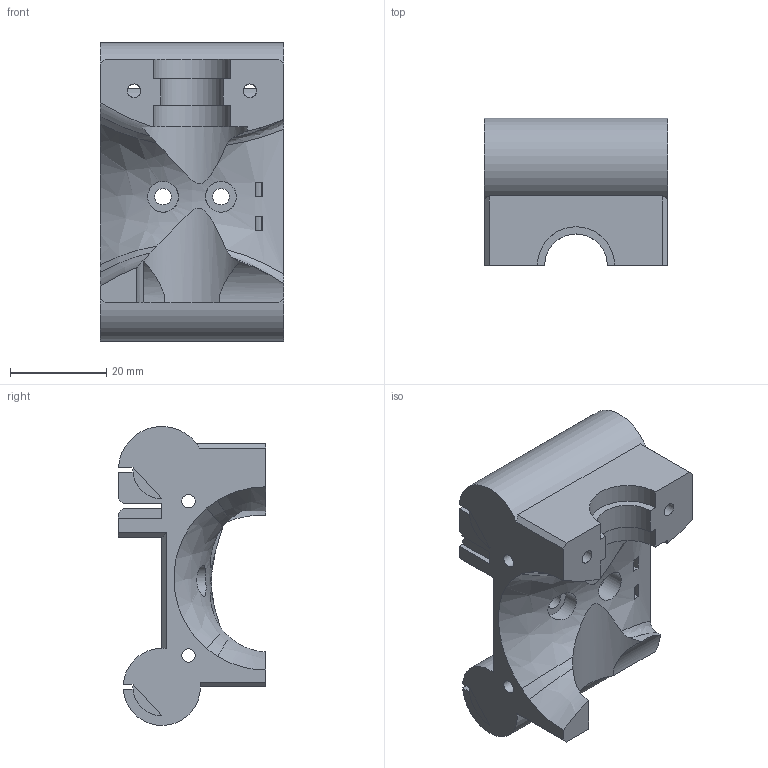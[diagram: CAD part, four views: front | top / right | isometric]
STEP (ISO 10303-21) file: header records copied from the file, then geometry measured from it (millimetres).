
FILE_DESCRIPTION(('FreeCAD Model'),'2;1');
FILE_NAME('Open CASCADE Shape Model','2023-01-14T16:02:06',('Author'),( ''),'Open CASCADE STEP processor 7.5','FreeCAD','Unknown');
FILE_SCHEMA(('AUTOMOTIVE_DESIGN { 1 0 10303 214 1 1 1 1 }'));
Length unit declared in the file: millimetre
Products named in the file (1): carriage
Bounding box: 38 x 30.5 x 61.99 mm (x, y, z)
Volume: 28737.9 mm3; surface area: 14571.7 mm2
Topology: 1 solids, 1 shells, 174 faces, 516 edges, 348 vertices
Faces by surface type: plane 141, cylinder 24, bspline 9
Full cylindrical faces by diameter (mm): 2.8 x4, 3.4 x2, 6.4 x2
Entity records: 15585 total; most frequent: CARTESIAN_POINT 6051, DIRECTION 1500, ORIENTED_EDGE 1032, PCURVE 1032, DEFINITIONAL_REPRESENTATION 1032, LINE 1014, VECTOR 1014, EDGE_CURVE 516
